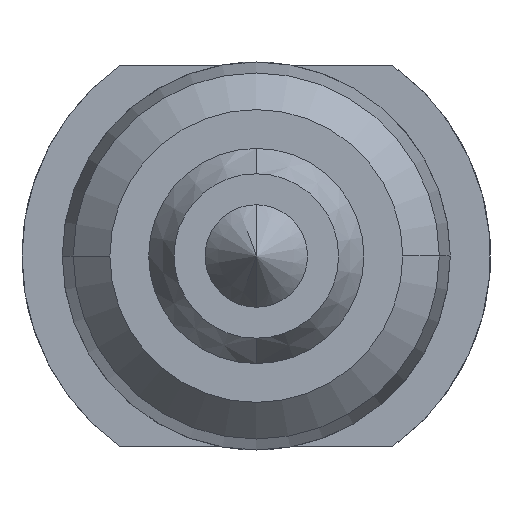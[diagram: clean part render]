
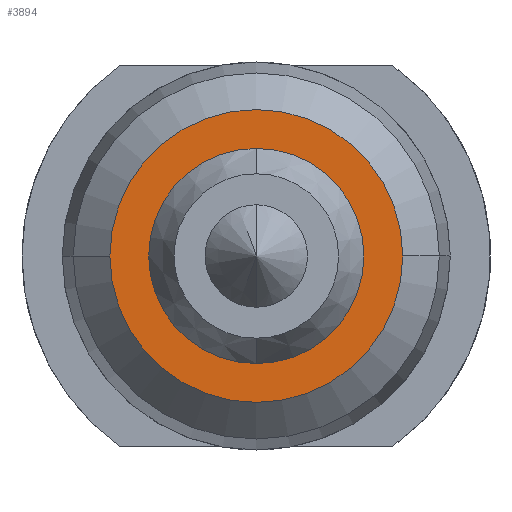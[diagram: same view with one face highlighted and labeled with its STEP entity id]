
A CAD part, front view. The second image highlights one B-rep face of the part: STEP entity #3894.
In plain terms, the highlighted planar face has unit normal (0, -1, 0).
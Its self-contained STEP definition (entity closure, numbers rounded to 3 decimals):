
#179 = DIRECTION ( 'NONE',  ( -1., 0., 0. ) ) ;
#230 = DIRECTION ( 'NONE',  ( 1., 0., 0. ) ) ;
#239 = DIRECTION ( 'NONE',  ( 0., -1., 0. ) ) ;
#263 = CARTESIAN_POINT ( 'NONE',  ( 0., 0., 0. ) ) ;
#288 = CIRCLE ( 'NONE', #2462, 1. ) ;
#475 = ORIENTED_EDGE ( 'NONE', *, *, #743, .T. ) ;
#634 = DIRECTION ( 'NONE',  ( 0., 1., 0. ) ) ;
#743 = EDGE_CURVE ( 'Defeature ausgef�hrt2_14+Defeature ausgef�hrt2_28+Defeature ausgef�hrt2_28+Defeature ausgef�hrt2_28', #4690, #2938, #4170, .T. ) ;
#745 = CIRCLE ( 'NONE', #3757, 1. ) ;
#901 = CARTESIAN_POINT ( 'NONE',  ( 0., 0., 0. ) ) ;
#929 = DIRECTION ( 'NONE',  ( 0., -1., 0. ) ) ;
#1196 = DIRECTION ( 'NONE',  ( 0., 1., 0. ) ) ;
#1204 = AXIS2_PLACEMENT_3D ( 'NONE', #901, #2752, #179 ) ;
#1298 = DIRECTION ( 'NONE',  ( -1., 0., 0. ) ) ;
#1307 = DIRECTION ( 'NONE',  ( -1., 0., 0. ) ) ;
#1317 = CARTESIAN_POINT ( 'NONE',  ( 0., 0., 0.735 ) ) ;
#1476 = CARTESIAN_POINT ( 'NONE',  ( 0., 0., -0.735 ) ) ;
#1850 = AXIS2_PLACEMENT_3D ( 'NONE', #263, #634, #230 ) ;
#1901 = AXIS2_PLACEMENT_3D ( 'NONE', #4505, #1196, #4476 ) ;
#2000 = CARTESIAN_POINT ( 'NONE',  ( 0., 0., 0. ) ) ;
#2048 = PLANE ( 'NONE',  #1204 ) ;
#2462 = AXIS2_PLACEMENT_3D ( 'NONE', #2000, #929, #1307 ) ;
#2524 = ORIENTED_EDGE ( 'NONE', *, *, #3928, .T. ) ;
#2642 = CARTESIAN_POINT ( 'NONE',  ( -1., 0., 0. ) ) ;
#2752 = DIRECTION ( 'NONE',  ( 0., -1., 0. ) ) ;
#2938 = VERTEX_POINT ( 'NONE', #1317 ) ;
#3227 = EDGE_CURVE ( 'Defeature ausgef�hrt2_14+Defeature ausgef�hrt2_28+Defeature ausgef�hrt2_28+Defeature ausgef�hrt2_28', #2938, #4690, #3882, .T. ) ;
#3295 = EDGE_LOOP ( 'NONE', ( #3410, #475 ) ) ;
#3410 = ORIENTED_EDGE ( 'NONE', *, *, #3227, .T. ) ;
#3664 = VERTEX_POINT ( 'NONE', #4435 ) ;
#3757 = AXIS2_PLACEMENT_3D ( 'NONE', #4216, #239, #1298 ) ;
#3793 = ORIENTED_EDGE ( 'NONE', *, *, #3878, .T. ) ;
#3878 = EDGE_CURVE ( 'Defeature ausgef�hrt2_14+Defeature ausgef�hrt2_5+Defeature ausgef�hrt2_5+Defeature ausgef�hrt2_5', #4255, #3664, #745, .T. ) ;
#3882 = CIRCLE ( 'NONE', #1901, 0.735 ) ;
#3894 = ADVANCED_FACE ( 'Defeature ausgef�hrt2_14', ( #4631, #4532 ), #2048, .T. ) ;
#3928 = EDGE_CURVE ( 'Defeature ausgef�hrt2_14+Defeature ausgef�hrt2_5+Defeature ausgef�hrt2_5+Defeature ausgef�hrt2_5', #3664, #4255, #288, .T. ) ;
#4152 = EDGE_LOOP ( 'NONE', ( #2524, #3793 ) ) ;
#4170 = CIRCLE ( 'NONE', #1850, 0.735 ) ;
#4216 = CARTESIAN_POINT ( 'NONE',  ( 0., 0., 0. ) ) ;
#4255 = VERTEX_POINT ( 'NONE', #2642 ) ;
#4435 = CARTESIAN_POINT ( 'NONE',  ( 1., 0., 0. ) ) ;
#4476 = DIRECTION ( 'NONE',  ( 1., 0., 0. ) ) ;
#4505 = CARTESIAN_POINT ( 'NONE',  ( 0., 0., 0. ) ) ;
#4532 = FACE_OUTER_BOUND ( 'NONE', #4152, .T. ) ;
#4631 = FACE_BOUND ( 'NONE', #3295, .T. ) ;
#4690 = VERTEX_POINT ( 'NONE', #1476 ) ;
